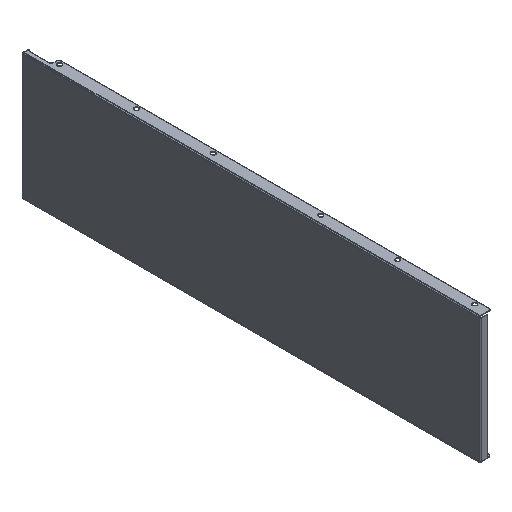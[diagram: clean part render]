
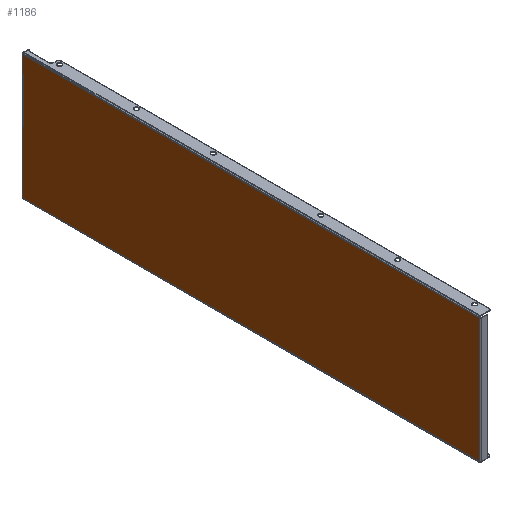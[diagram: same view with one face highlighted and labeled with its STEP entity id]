
A CAD part, isometric view. The second image highlights one B-rep face of the part: STEP entity #1186.
In plain terms, the highlighted planar face has unit normal (-1, 0, 0).
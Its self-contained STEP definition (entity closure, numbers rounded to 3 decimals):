
#16 = DIRECTION ( 'NONE',  ( 0., 0., -1. ) ) ;
#70 = EDGE_CURVE ( 'NONE', #590, #1622, #2119, .T. ) ;
#83 = ORIENTED_EDGE ( 'NONE', *, *, #70, .F. ) ;
#122 = DIRECTION ( 'NONE',  ( 0., 0., -1. ) ) ;
#172 = CARTESIAN_POINT ( 'NONE',  ( -1.2, -371.3, -101.3 ) ) ;
#196 = ORIENTED_EDGE ( 'NONE', *, *, #457, .F. ) ;
#216 = VECTOR ( 'NONE', #516, 1000. ) ;
#232 = VERTEX_POINT ( 'NONE', #401 ) ;
#292 = DIRECTION ( 'NONE',  ( 1., 0., 0. ) ) ;
#315 = EDGE_CURVE ( 'NONE', #2172, #590, #1781, .T. ) ;
#367 = EDGE_LOOP ( 'NONE', ( #83, #1379, #196, #1493 ) ) ;
#401 = CARTESIAN_POINT ( 'NONE',  ( -1.2, -371.3, -101.3 ) ) ;
#457 = EDGE_CURVE ( 'NONE', #232, #2172, #870, .T. ) ;
#462 = VECTOR ( 'NONE', #16, 1000. ) ;
#489 = CARTESIAN_POINT ( 'NONE',  ( -1.2, -371.3, -101.3 ) ) ;
#516 = DIRECTION ( 'NONE',  ( 0., -1., 0. ) ) ;
#590 = VERTEX_POINT ( 'NONE', #1691 ) ;
#708 = FACE_OUTER_BOUND ( 'NONE', #367, .T. ) ;
#870 = LINE ( 'NONE', #489, #1474 ) ;
#1097 = DIRECTION ( 'NONE',  ( 0., 0., 1. ) ) ;
#1186 = ADVANCED_FACE ( 'NONE', ( #708 ), #1309, .F. ) ;
#1258 = CARTESIAN_POINT ( 'NONE',  ( -1.2, 371.3, -101.3 ) ) ;
#1309 = PLANE ( 'NONE',  #1382 ) ;
#1338 = VECTOR ( 'NONE', #1097, 1000. ) ;
#1379 = ORIENTED_EDGE ( 'NONE', *, *, #315, .F. ) ;
#1382 = AXIS2_PLACEMENT_3D ( 'NONE', #1647, #292, #122 ) ;
#1474 = VECTOR ( 'NONE', #1512, 1000. ) ;
#1493 = ORIENTED_EDGE ( 'NONE', *, *, #1990, .F. ) ;
#1512 = DIRECTION ( 'NONE',  ( 0., 1., 0. ) ) ;
#1622 = VERTEX_POINT ( 'NONE', #1920 ) ;
#1647 = CARTESIAN_POINT ( 'NONE',  ( -1.2, 0., 0. ) ) ;
#1691 = CARTESIAN_POINT ( 'NONE',  ( -1.2, 371.3, 101.3 ) ) ;
#1714 = CARTESIAN_POINT ( 'NONE',  ( -1.2, -371.3, 101.3 ) ) ;
#1781 = LINE ( 'NONE', #1969, #1338 ) ;
#1920 = CARTESIAN_POINT ( 'NONE',  ( -1.2, -371.3, 101.3 ) ) ;
#1969 = CARTESIAN_POINT ( 'NONE',  ( -1.2, 371.3, -101.3 ) ) ;
#1971 = LINE ( 'NONE', #172, #462 ) ;
#1990 = EDGE_CURVE ( 'NONE', #1622, #232, #1971, .T. ) ;
#2119 = LINE ( 'NONE', #1714, #216 ) ;
#2172 = VERTEX_POINT ( 'NONE', #1258 ) ;
